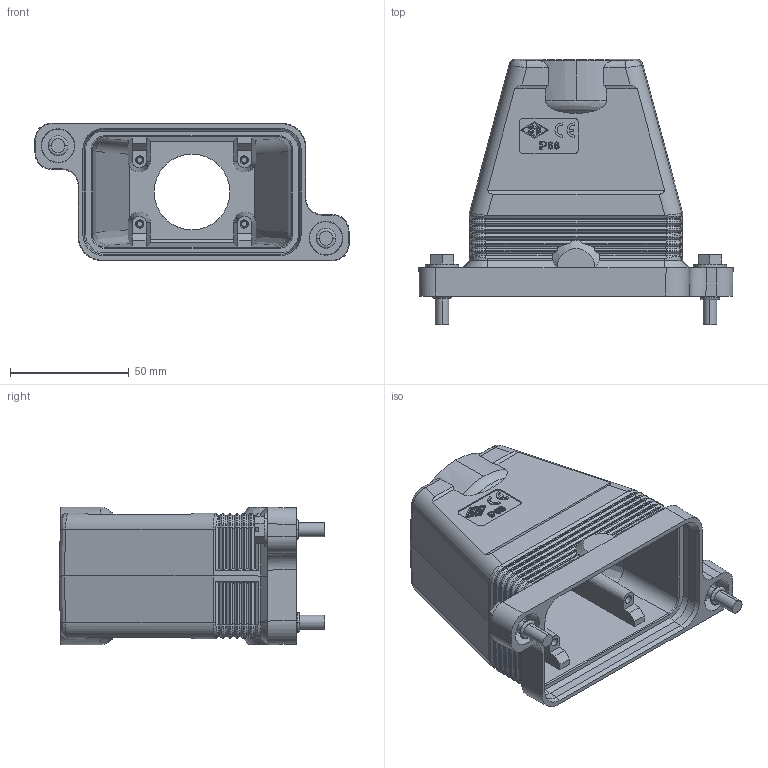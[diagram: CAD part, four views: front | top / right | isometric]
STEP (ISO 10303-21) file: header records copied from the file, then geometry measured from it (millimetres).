
FILE_DESCRIPTION(('CoCreate Modeling STEP Export'),'2;1');
FILE_NAME('MGV_0632.stp','2010-01-22T 9:53:03',(''),(''),'CoCreate Modeling STEP processor for AP214 (Solid Model)','CoCreate Modeling 16.00A 16-Aug-2008 (C) Parametric Technology GmbH','');
FILE_SCHEMA(('AUTOMOTIVE_DESIGN { 1 0 10303 214 1 1 1 1 }'));
Products named in the file (1): MGV0632
Bounding box: 132.5 x 112.1 x 58 mm (x, y, z)
Volume: 133040.6 mm3; surface area: 64887.2 mm2
Topology: 1 solids, 1 shells, 834 faces, 2137 edges, 1340 vertices
Faces by surface type: plane 486, cylinder 148, extrusion 78, bspline 62, cone 50, torus 10
Entity records: 50775 total; most frequent: CARTESIAN_POINT 25367, ORIENTED_EDGE 4274, DIRECTION 3322, EDGE_CURVE 2137, VECTOR 1548, LINE 1468, VERTEX_POINT 1340, AXIS2_PLACEMENT_3D 887
